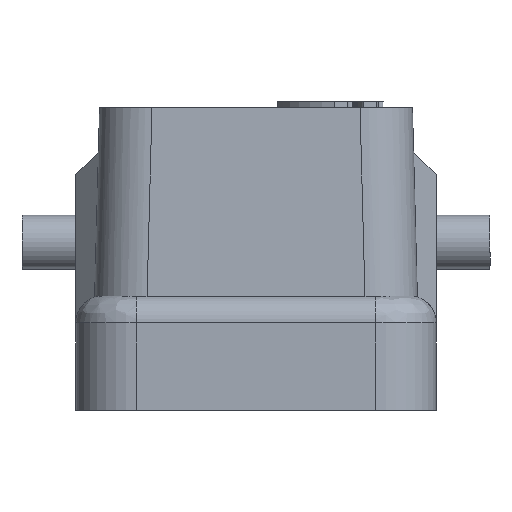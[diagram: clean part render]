
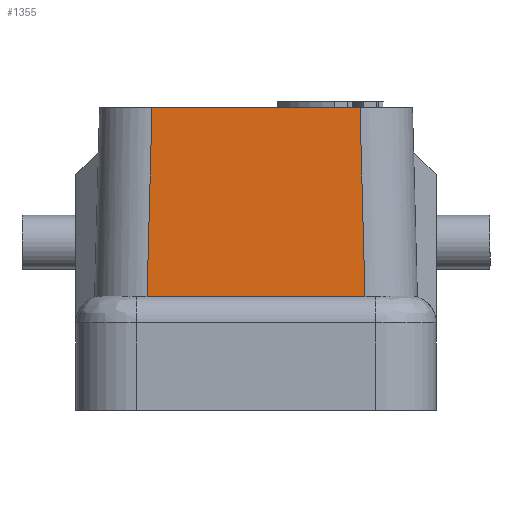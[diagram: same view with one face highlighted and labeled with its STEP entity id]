
A CAD part, left-side view. The second image highlights one B-rep face of the part: STEP entity #1355.
In plain terms, the highlighted planar face has unit normal (-1, 0, 0.026).
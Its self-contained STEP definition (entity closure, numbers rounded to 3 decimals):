
#1355=ADVANCED_FACE('',(#1658),#1519,.T.);
#1519=PLANE('',#4720);
#1658=FACE_OUTER_BOUND('',#1851,.T.);
#1851=EDGE_LOOP('',(#3256,#3257,#3258,#3259));
#2193=LINE('',#6373,#2552);
#2194=LINE('',#6377,#2553);
#2195=LINE('',#6380,#2554);
#2196=LINE('',#6381,#2555);
#2552=VECTOR('',#5408,1.);
#2553=VECTOR('',#5413,1.);
#2554=VECTOR('',#5414,1.);
#2555=VECTOR('',#5415,1.);
#3256=ORIENTED_EDGE('',*,*,#4180,.F.);
#3257=ORIENTED_EDGE('',*,*,#4181,.T.);
#3258=ORIENTED_EDGE('',*,*,#4178,.T.);
#3259=ORIENTED_EDGE('',*,*,#4182,.T.);
#3775=VERTEX_POINT('',#6372);
#3776=VERTEX_POINT('',#6374);
#3777=VERTEX_POINT('',#6378);
#3778=VERTEX_POINT('',#6379);
#4178=EDGE_CURVE('',#3776,#3775,#2193,.T.);
#4180=EDGE_CURVE('',#3777,#3778,#2194,.T.);
#4181=EDGE_CURVE('',#3777,#3776,#2195,.T.);
#4182=EDGE_CURVE('',#3775,#3778,#2196,.T.);
#4720=AXIS2_PLACEMENT_3D('',#6382,#5416,#5417);
#5408=DIRECTION('',(0.,1.,0.));
#5413=DIRECTION('',(0.,1.,0.));
#5414=DIRECTION('',(0.026,0.026,0.999));
#5415=DIRECTION('',(-0.026,0.026,-0.999));
#5416=DIRECTION('',(-1.,0.,0.026));
#5417=DIRECTION('',(0.026,0.,1.));
#6372=CARTESIAN_POINT('',(-11.502,7.735,22.5));
#6373=CARTESIAN_POINT('',(-11.502,-9.102,22.5));
#6374=CARTESIAN_POINT('',(-11.502,-7.735,22.5));
#6377=CARTESIAN_POINT('',(-11.87,-8.102,8.465));
#6378=CARTESIAN_POINT('',(-11.87,-8.102,8.465));
#6379=CARTESIAN_POINT('',(-11.87,8.102,8.465));
#6380=CARTESIAN_POINT('',(-11.87,-8.102,8.465));
#6381=CARTESIAN_POINT('',(-11.553,7.786,20.552));
#6382=CARTESIAN_POINT('',(-11.896,-9.102,7.466));
